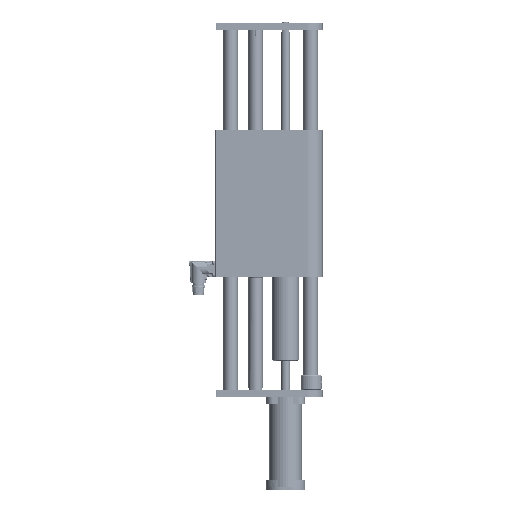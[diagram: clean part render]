
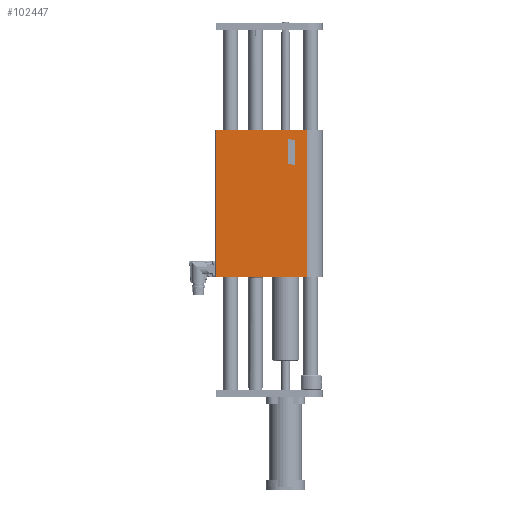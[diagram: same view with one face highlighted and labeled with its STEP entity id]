
A CAD part, left-side view. The second image highlights one B-rep face of the part: STEP entity #102447.
In plain terms, the highlighted planar face has unit normal (-1, 0, 0).
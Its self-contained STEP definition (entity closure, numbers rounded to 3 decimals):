
#963 = EDGE_CURVE ( 'NONE', #117074, #41375, #86458, .T. ) ;
#3174 = CARTESIAN_POINT ( 'NONE',  ( -22.5, -55.043, 0. ) ) ;
#5257 = VECTOR ( 'NONE', #93058, 1000. ) ;
#6769 = ORIENTED_EDGE ( 'NONE', *, *, #119669, .F. ) ;
#8233 = CARTESIAN_POINT ( 'NONE',  ( -22.5, -46.059, 56.01 ) ) ;
#9890 = VERTEX_POINT ( 'NONE', #79900 ) ;
#14031 = ORIENTED_EDGE ( 'NONE', *, *, #963, .T. ) ;
#22072 = CARTESIAN_POINT ( 'NONE',  ( -22.5, -20.493, 96.247 ) ) ;
#27779 = DIRECTION ( 'NONE',  ( -1., 0., 0. ) ) ;
#28909 = CARTESIAN_POINT ( 'NONE',  ( -22.5, -71.5, 103. ) ) ;
#32268 = VECTOR ( 'NONE', #107773, 1000. ) ;
#32898 = CARTESIAN_POINT ( 'NONE',  ( -22.5, 57., -103. ) ) ;
#36066 = VERTEX_POINT ( 'NONE', #28909 ) ;
#37115 = CARTESIAN_POINT ( 'NONE',  ( -22.5, 55.5, -103. ) ) ;
#38393 = ORIENTED_EDGE ( 'NONE', *, *, #46094, .T. ) ;
#40583 = EDGE_LOOP ( 'NONE', ( #14031, #45466, #88188, #79835 ) ) ;
#41375 = VERTEX_POINT ( 'NONE', #102803 ) ;
#43254 = EDGE_CURVE ( 'NONE', #46439, #64017, #60122, .T. ) ;
#45466 = ORIENTED_EDGE ( 'NONE', *, *, #99715, .T. ) ;
#46094 = EDGE_CURVE ( 'NONE', #82216, #50599, #107244, .T. ) ;
#46439 = VERTEX_POINT ( 'NONE', #117836 ) ;
#49960 = EDGE_CURVE ( 'NONE', #64017, #117074, #97554, .T. ) ;
#50599 = VERTEX_POINT ( 'NONE', #70488 ) ;
#50706 = DIRECTION ( 'NONE',  ( 0., 0., -1. ) ) ;
#53028 = EDGE_CURVE ( 'NONE', #50599, #36066, #87059, .T. ) ;
#56028 = CARTESIAN_POINT ( 'NONE',  ( -22.5, -46.059, 0. ) ) ;
#60122 = LINE ( 'NONE', #69398, #5257 ) ;
#60579 = FACE_BOUND ( 'NONE', #40583, .T. ) ;
#62853 = LINE ( 'NONE', #95064, #87452 ) ;
#62908 = VECTOR ( 'NONE', #97209, 1000. ) ;
#64017 = VERTEX_POINT ( 'NONE', #8233 ) ;
#66729 = DIRECTION ( 'NONE',  ( 0., 0., 1. ) ) ;
#67447 = ORIENTED_EDGE ( 'NONE', *, *, #110584, .T. ) ;
#69398 = CARTESIAN_POINT ( 'NONE',  ( -22.5, -13.398, 62.961 ) ) ;
#70488 = CARTESIAN_POINT ( 'NONE',  ( -22.5, -71.5, -103. ) ) ;
#72050 = PLANE ( 'NONE',  #79365 ) ;
#73454 = CARTESIAN_POINT ( 'NONE',  ( -22.5, 57., -103. ) ) ;
#79365 = AXIS2_PLACEMENT_3D ( 'NONE', #73454, #27779, #136426 ) ;
#79835 = ORIENTED_EDGE ( 'NONE', *, *, #49960, .T. ) ;
#79900 = CARTESIAN_POINT ( 'NONE',  ( -22.5, 55.5, 103. ) ) ;
#82216 = VERTEX_POINT ( 'NONE', #37115 ) ;
#82496 = CARTESIAN_POINT ( 'NONE',  ( -22.5, -46.059, 90.803 ) ) ;
#84271 = CARTESIAN_POINT ( 'NONE',  ( -22.5, -71.5, -103. ) ) ;
#85060 = DIRECTION ( 'NONE',  ( 0., -0.978, -0.208 ) ) ;
#86458 = LINE ( 'NONE', #22072, #104694 ) ;
#87059 = LINE ( 'NONE', #84271, #32268 ) ;
#87452 = VECTOR ( 'NONE', #50706, 1000. ) ;
#87789 = VECTOR ( 'NONE', #95087, 1000. ) ;
#88188 = ORIENTED_EDGE ( 'NONE', *, *, #43254, .T. ) ;
#93058 = DIRECTION ( 'NONE',  ( 0., 0.978, 0.208 ) ) ;
#95064 = CARTESIAN_POINT ( 'NONE',  ( -22.5, 55.5, -103. ) ) ;
#95087 = DIRECTION ( 'NONE',  ( 0., -1., 0. ) ) ;
#97153 = CARTESIAN_POINT ( 'NONE',  ( -22.5, 57., 103. ) ) ;
#97209 = DIRECTION ( 'NONE',  ( 0., -1., 0. ) ) ;
#97554 = LINE ( 'NONE', #56028, #122605 ) ;
#99715 = EDGE_CURVE ( 'NONE', #41375, #46439, #99738, .T. ) ;
#99738 = LINE ( 'NONE', #3174, #136072 ) ;
#102447 = ADVANCED_FACE ( 'NONE', ( #125733, #60579 ), #72050, .T. ) ;
#102589 = DIRECTION ( 'NONE',  ( 0., 0., -1. ) ) ;
#102803 = CARTESIAN_POINT ( 'NONE',  ( -22.5, -55.043, 88.89 ) ) ;
#104694 = VECTOR ( 'NONE', #85060, 1000. ) ;
#107244 = LINE ( 'NONE', #32898, #62908 ) ;
#107678 = EDGE_LOOP ( 'NONE', ( #6769, #67447, #38393, #112821 ) ) ;
#107773 = DIRECTION ( 'NONE',  ( 0., 0., 1. ) ) ;
#110584 = EDGE_CURVE ( 'NONE', #9890, #82216, #62853, .T. ) ;
#112821 = ORIENTED_EDGE ( 'NONE', *, *, #53028, .T. ) ;
#117074 = VERTEX_POINT ( 'NONE', #82496 ) ;
#117836 = CARTESIAN_POINT ( 'NONE',  ( -22.5, -55.043, 54.099 ) ) ;
#117915 = LINE ( 'NONE', #97153, #87789 ) ;
#119669 = EDGE_CURVE ( 'NONE', #9890, #36066, #117915, .T. ) ;
#122605 = VECTOR ( 'NONE', #66729, 1000. ) ;
#125733 = FACE_OUTER_BOUND ( 'NONE', #107678, .T. ) ;
#136072 = VECTOR ( 'NONE', #102589, 1000. ) ;
#136426 = DIRECTION ( 'NONE',  ( 0., -1., 0. ) ) ;
